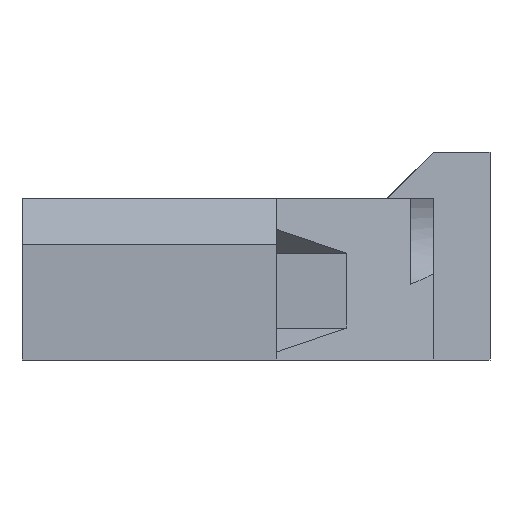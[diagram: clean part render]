
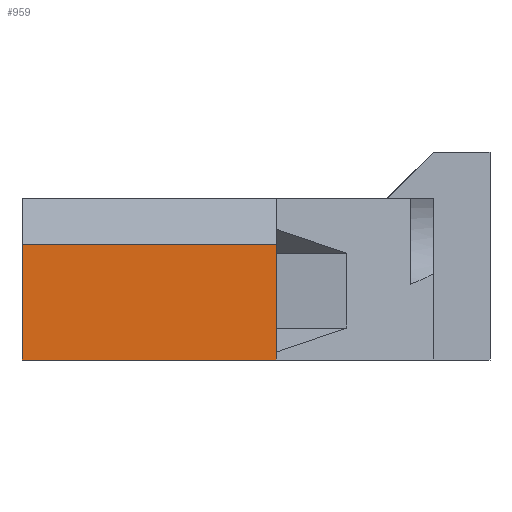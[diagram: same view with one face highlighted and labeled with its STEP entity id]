
A CAD part, left-side view. The second image highlights one B-rep face of the part: STEP entity #959.
In plain terms, the highlighted planar face has unit normal (-1, 0, 0).
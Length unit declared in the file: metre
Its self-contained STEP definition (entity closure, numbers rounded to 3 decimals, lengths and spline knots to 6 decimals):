
#62=LINE('',#1399,#169);
#108=LINE('',#1523,#215);
#121=LINE('',#1551,#228);
#122=LINE('',#1553,#229);
#169=VECTOR('',#1113,1.);
#215=VECTOR('',#1199,1.);
#228=VECTOR('',#1222,1.);
#229=VECTOR('',#1225,1.);
#400=ORIENTED_EDGE('',*,*,#635,.T.);
#401=ORIENTED_EDGE('',*,*,#636,.T.);
#402=ORIENTED_EDGE('',*,*,#620,.F.);
#403=ORIENTED_EDGE('',*,*,#563,.F.);
#563=EDGE_CURVE('',#700,#701,#62,.T.);
#620=EDGE_CURVE('',#701,#741,#108,.T.);
#635=EDGE_CURVE('',#700,#750,#121,.T.);
#636=EDGE_CURVE('',#750,#741,#122,.T.);
#700=VERTEX_POINT('',#1398);
#701=VERTEX_POINT('',#1400);
#741=VERTEX_POINT('',#1524);
#750=VERTEX_POINT('',#1550);
#803=EDGE_LOOP('',(#400,#401,#402,#403));
#863=FACE_BOUND('',#803,.T.);
#918=PLANE('',#1036);
#959=ADVANCED_FACE('',(#863),#918,.T.);
#1036=AXIS2_PLACEMENT_3D('',#1552,#1223,#1224);
#1113=DIRECTION('',(0.,1.,0.));
#1199=DIRECTION('',(0.,0.,1.));
#1222=DIRECTION('',(0.,0.,1.));
#1223=DIRECTION('',(-1.,0.,0.));
#1224=DIRECTION('',(0.,0.,-1.));
#1225=DIRECTION('',(0.,1.,0.));
#1398=CARTESIAN_POINT('',(-0.02,-0.0402,-0.043));
#1399=CARTESIAN_POINT('',(-0.02,-0.0347,-0.043));
#1400=CARTESIAN_POINT('',(-0.02,-0.0292,-0.043));
#1523=CARTESIAN_POINT('',(-0.02,-0.0292,-0.043002));
#1524=CARTESIAN_POINT('',(-0.02,-0.0292,-0.038));
#1550=CARTESIAN_POINT('',(-0.02,-0.0402,-0.038));
#1551=CARTESIAN_POINT('',(-0.02,-0.0402,-0.043002));
#1552=CARTESIAN_POINT('',(-0.02,-0.0347,-0.043002));
#1553=CARTESIAN_POINT('',(-0.02,-0.0347,-0.038));
